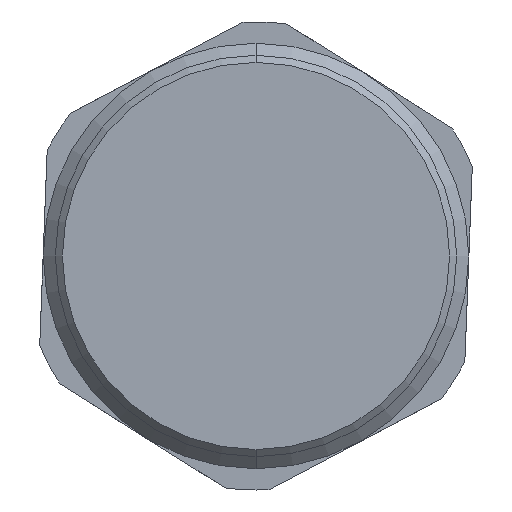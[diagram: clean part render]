
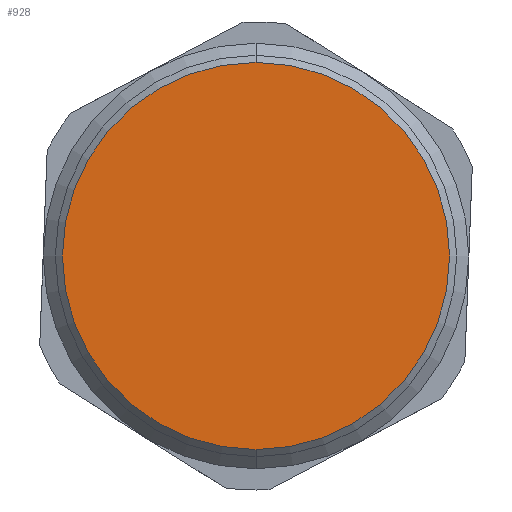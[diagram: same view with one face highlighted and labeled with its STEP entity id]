
A CAD part, front view. The second image highlights one B-rep face of the part: STEP entity #928.
In plain terms, the highlighted planar face has unit normal (0, -1, 0).
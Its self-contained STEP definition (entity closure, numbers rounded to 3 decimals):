
#220 = AXIS2_PLACEMENT_3D ( 'NONE', #1003, #1002, #1001 ) ;
#225 = FACE_OUTER_BOUND ( 'NONE', #1243, .T. ) ;
#254 = AXIS2_PLACEMENT_3D ( 'NONE', #1121, #1120, #1119 ) ;
#279 = AXIS2_PLACEMENT_3D ( 'NONE', #1193, #1192, #1191 ) ;
#506 = CARTESIAN_POINT ( 'NONE',  ( 0., 0., 13.65 ) ) ;
#513 = CARTESIAN_POINT ( 'NONE',  ( 0., 0., -13.65 ) ) ;
#854 = EDGE_CURVE ( 'NONE', #1372, #1379, #878, .T. ) ;
#867 = CIRCLE ( 'NONE', #254, 13.65 ) ;
#878 = CIRCLE ( 'NONE', #279, 13.65 ) ;
#899 = EDGE_CURVE ( 'NONE', #1379, #1372, #867, .T. ) ;
#928 = ADVANCED_FACE ( 'NONE', ( #225 ), #1004, .F. ) ;
#1001 = DIRECTION ( 'NONE',  ( 0., 0., 1. ) ) ;
#1002 = DIRECTION ( 'NONE',  ( 0., 1., 0. ) ) ;
#1003 = CARTESIAN_POINT ( 'NONE',  ( 0., 0., 0. ) ) ;
#1004 = PLANE ( 'NONE',  #220 ) ;
#1119 = DIRECTION ( 'NONE',  ( 0., 0., 1. ) ) ;
#1120 = DIRECTION ( 'NONE',  ( 0., -1., 0. ) ) ;
#1121 = CARTESIAN_POINT ( 'NONE',  ( 0., 0., 0. ) ) ;
#1191 = DIRECTION ( 'NONE',  ( 0., 0., 1. ) ) ;
#1192 = DIRECTION ( 'NONE',  ( 0., -1., 0. ) ) ;
#1193 = CARTESIAN_POINT ( 'NONE',  ( 0., 0., 0. ) ) ;
#1243 = EDGE_LOOP ( 'NONE', ( #1277, #1291 ) ) ;
#1277 = ORIENTED_EDGE ( 'NONE', *, *, #899, .T. ) ;
#1291 = ORIENTED_EDGE ( 'NONE', *, *, #854, .T. ) ;
#1372 = VERTEX_POINT ( 'NONE', #513 ) ;
#1379 = VERTEX_POINT ( 'NONE', #506 ) ;
